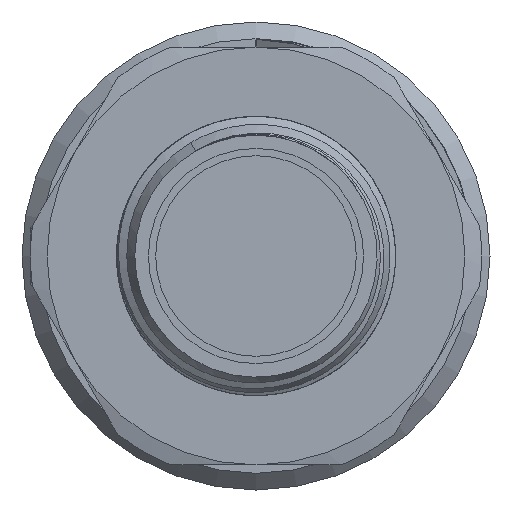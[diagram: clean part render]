
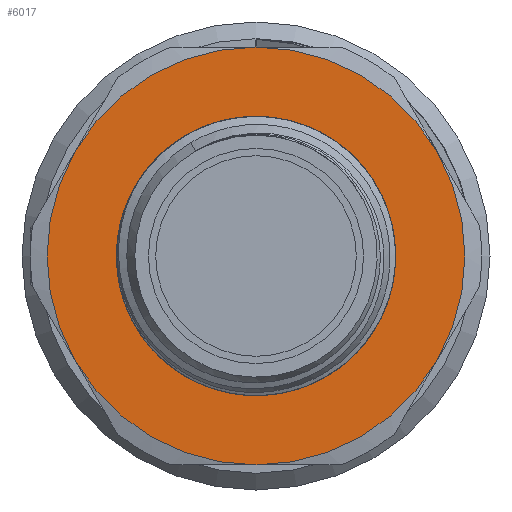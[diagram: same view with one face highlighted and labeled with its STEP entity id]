
A CAD part, left-side view. The second image highlights one B-rep face of the part: STEP entity #6017.
In plain terms, the highlighted planar face has unit normal (-1, 0, 0).
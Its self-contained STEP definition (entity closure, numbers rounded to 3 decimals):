
#280=FACE_BOUND('',#1071,.T.);
#363=PLANE('',#6733);
#689=FACE_OUTER_BOUND('',#1070,.T.);
#1070=EDGE_LOOP('',(#5157,#5158,#5159,#5160,#5161,#5162));
#1071=EDGE_LOOP('',(#5163,#5164));
#1460=CIRCLE('',#6680,8.25);
#1461=CIRCLE('',#6681,8.25);
#1462=CIRCLE('',#6684,12.5);
#1481=CIRCLE('',#6716,12.5);
#1482=CIRCLE('',#6718,12.5);
#1483=CIRCLE('',#6720,12.5);
#1484=CIRCLE('',#6722,12.5);
#1485=CIRCLE('',#6724,12.5);
#2742=VERTEX_POINT('',#20622);
#2743=VERTEX_POINT('',#20624);
#2744=VERTEX_POINT('',#20709);
#2745=VERTEX_POINT('',#20710);
#2776=VERTEX_POINT('',#20830);
#2777=VERTEX_POINT('',#20839);
#2778=VERTEX_POINT('',#20848);
#2779=VERTEX_POINT('',#20857);
#3555=EDGE_CURVE('',#2742,#2743,#1460,.T.);
#3556=EDGE_CURVE('',#2743,#2742,#1461,.T.);
#3559=EDGE_CURVE('',#2744,#2745,#1462,.T.);
#3605=EDGE_CURVE('',#2776,#2744,#1481,.T.);
#3608=EDGE_CURVE('',#2777,#2776,#1482,.T.);
#3611=EDGE_CURVE('',#2778,#2777,#1483,.T.);
#3614=EDGE_CURVE('',#2779,#2778,#1484,.T.);
#3617=EDGE_CURVE('',#2745,#2779,#1485,.T.);
#5157=ORIENTED_EDGE('',*,*,#3608,.T.);
#5158=ORIENTED_EDGE('',*,*,#3605,.T.);
#5159=ORIENTED_EDGE('',*,*,#3559,.T.);
#5160=ORIENTED_EDGE('',*,*,#3617,.T.);
#5161=ORIENTED_EDGE('',*,*,#3614,.T.);
#5162=ORIENTED_EDGE('',*,*,#3611,.T.);
#5163=ORIENTED_EDGE('',*,*,#3556,.F.);
#5164=ORIENTED_EDGE('',*,*,#3555,.F.);
#6017=ADVANCED_FACE('',(#689,#280),#363,.F.);
#6680=AXIS2_PLACEMENT_3D('',#20625,#8138,#8139);
#6681=AXIS2_PLACEMENT_3D('',#20626,#8140,#8141);
#6684=AXIS2_PLACEMENT_3D('',#20711,#8146,#8147);
#6716=AXIS2_PLACEMENT_3D('',#20831,#8222,#8223);
#6718=AXIS2_PLACEMENT_3D('',#20840,#8226,#8227);
#6720=AXIS2_PLACEMENT_3D('',#20849,#8230,#8231);
#6722=AXIS2_PLACEMENT_3D('',#20858,#8234,#8235);
#6724=AXIS2_PLACEMENT_3D('',#20866,#8238,#8239);
#6733=AXIS2_PLACEMENT_3D('',#20880,#8257,#8258);
#8138=DIRECTION('center_axis',(-1.,0.,0.));
#8139=DIRECTION('ref_axis',(0.,0.5,0.866));
#8140=DIRECTION('center_axis',(-1.,0.,0.));
#8141=DIRECTION('ref_axis',(0.,0.5,0.866));
#8146=DIRECTION('center_axis',(-1.,0.,0.));
#8147=DIRECTION('ref_axis',(0.,0.5,0.866));
#8222=DIRECTION('center_axis',(-1.,0.,0.));
#8223=DIRECTION('ref_axis',(0.,0.5,0.866));
#8226=DIRECTION('center_axis',(-1.,0.,0.));
#8227=DIRECTION('ref_axis',(0.,0.5,0.866));
#8230=DIRECTION('center_axis',(-1.,0.,0.));
#8231=DIRECTION('ref_axis',(0.,0.5,0.866));
#8234=DIRECTION('center_axis',(-1.,0.,0.));
#8235=DIRECTION('ref_axis',(0.,0.5,0.866));
#8238=DIRECTION('center_axis',(-1.,0.,0.));
#8239=DIRECTION('ref_axis',(0.,0.5,0.866));
#8257=DIRECTION('center_axis',(1.,0.,0.));
#8258=DIRECTION('ref_axis',(0.,-0.5,-0.866));
#20622=CARTESIAN_POINT('',(-23.4,-4.125,-7.145));
#20624=CARTESIAN_POINT('',(-23.4,4.125,7.145));
#20625=CARTESIAN_POINT('Origin',(-23.4,0.,
0.));
#20626=CARTESIAN_POINT('Origin',(-23.4,0.,
0.));
#20709=CARTESIAN_POINT('',(-23.4,0.,-12.5));
#20710=CARTESIAN_POINT('',(-23.4,-10.825,-6.25));
#20711=CARTESIAN_POINT('Origin',(-23.4,0.,
0.));
#20830=CARTESIAN_POINT('',(-23.4,10.825,-6.25));
#20831=CARTESIAN_POINT('Origin',(-23.4,0.,
0.));
#20839=CARTESIAN_POINT('',(-23.4,10.825,6.25));
#20840=CARTESIAN_POINT('Origin',(-23.4,0.,
0.));
#20848=CARTESIAN_POINT('',(-23.4,0.,12.5));
#20849=CARTESIAN_POINT('Origin',(-23.4,0.,
0.));
#20857=CARTESIAN_POINT('',(-23.4,-10.825,6.25));
#20858=CARTESIAN_POINT('Origin',(-23.4,0.,
0.));
#20866=CARTESIAN_POINT('Origin',(-23.4,0.,
0.));
#20880=CARTESIAN_POINT('Origin',(-23.4,7.145,-4.125));
